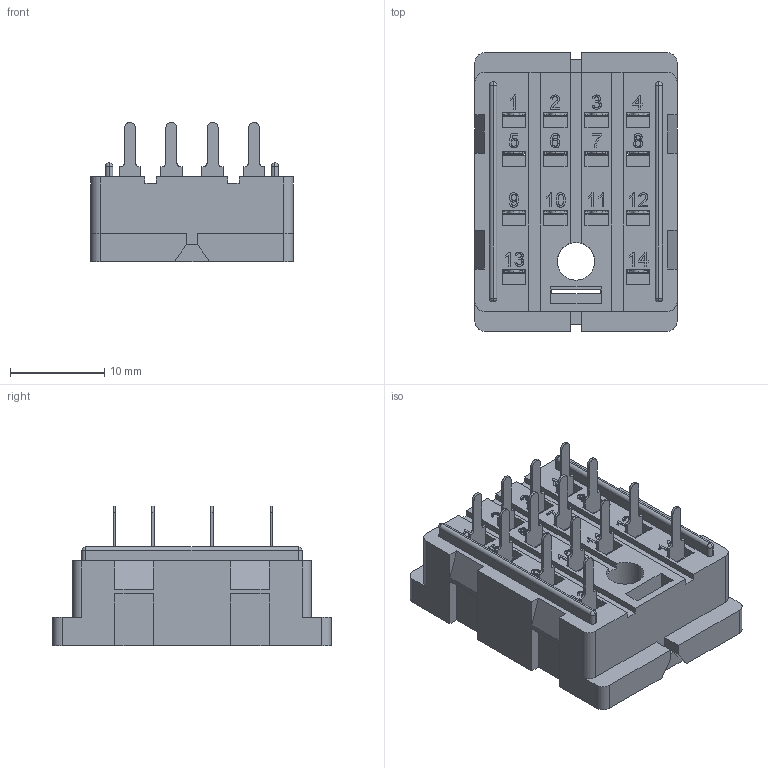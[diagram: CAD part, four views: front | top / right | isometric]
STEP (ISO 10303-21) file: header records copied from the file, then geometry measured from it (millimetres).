
FILE_DESCRIPTION (( 'STEP AP214' ), '1' );
FILE_NAME ('SU4D.STEP', '2014-10-03T09:22:44', ( '' ), ( '' ), 'SwSTEP 2.0', 'SolidWorks 2012', '' );
FILE_SCHEMA (( 'AUTOMOTIVE_DESIGN' ));
Length unit declared in the file: millimetre
Products named in the file (1): SU4D
Bounding box: 21.5 x 29.6 x 14.8 mm (x, y, z)
Volume: 3727 mm3; surface area: 6139.2 mm2
Topology: 1 solids, 1 shells, 1087 faces, 3052 edges, 1992 vertices
Faces by surface type: plane 819, cylinder 134, bspline 126, sphere 8
Entity records: 52868 total; most frequent: CARTESIAN_POINT 13714, ORIENTED_EDGE 6088, DIRECTION 4990, EDGE_CURVE 3044, LINE 2518, VECTOR 2518, VERTEX_POINT 1992, AXIS2_PLACEMENT_3D 1236
